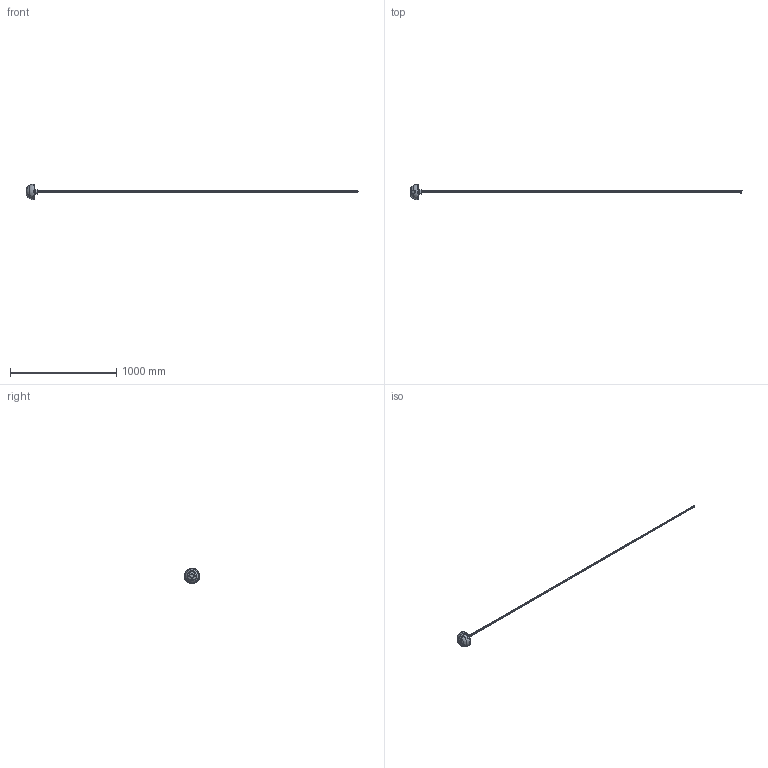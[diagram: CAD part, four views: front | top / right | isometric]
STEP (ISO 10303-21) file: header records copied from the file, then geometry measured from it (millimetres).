
FILE_DESCRIPTION (( 'STEP AP214' ), '1' );
FILE_NAME ('MA700.W.A.ABC.001_Web.STEP', '2020-02-17T08:10:55', ( '' ), ( '' ), 'SwSTEP 2.0', 'SolidWorks 2017', '' );
FILE_SCHEMA (( 'AUTOMOTIVE_DESIGN' ));
Length unit declared in the file: millimetre
Products named in the file (31): 01.2; 100-40091027-AZ__W___ANY; NP-100230921_ANY; LTE_TOP_COVER_1023__W___ANY; 01.1; NP-100230921_ASM; 3IN1_LTE_100-30024114-AZ-X2__W_; p2; _CF-1705_100-40091021-AZ__W___A; np-10023_0921.stp; 01; 000113F000010A_HERCULES_HOUSING.PRT.1; _CF-1737_100-40091029-AZ__W___A; p5; p1; MA700.W.A.ABC.001_Web; Cable; _CF-1704_100-40091080-AZ__W___A
Assembly tree (17 placements, depth 5):
  01.2
  100-40091027-AZ__W___ANY
  LTE_TOP_COVER_1023__W___ANY
  01.1
  3IN1_LTE_100-30024114-AZ-X2__W_
Bounding box: 3125.85 x 144.96 x 146.11 mm (x, y, z)
Volume: 1395467.1 mm3; surface area: 274287.4 mm2
Topology: 13 solids, 13 shells, 473 faces, 1083 edges, 660 vertices
Faces by surface type: bspline 131, cylinder 113, plane 108, cone 95, torus 26
Entity records: 35442 total; most frequent: CARTESIAN_POINT 24486, ORIENTED_EDGE 2154, DIRECTION 1816, EDGE_CURVE 1077, AXIS2_PLACEMENT_3D 778, VERTEX_POINT 660, EDGE_LOOP 517, FACE_OUTER_BOUND 473
